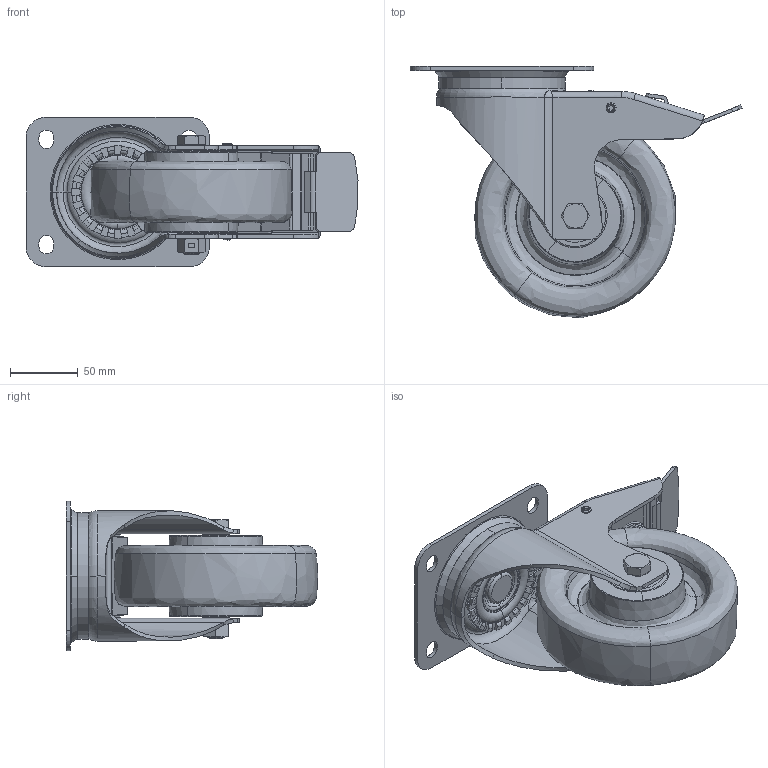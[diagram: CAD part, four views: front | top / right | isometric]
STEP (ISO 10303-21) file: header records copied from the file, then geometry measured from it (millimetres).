
FILE_DESCRIPTION (( 'STEP AP214' ), '1' );
FILE_NAME ('0056175.step', '2024-05-14T10:13:38', ( '' ), ( '' ), 'SwSTEP 2.0', 'SolidWorks 2020', '' );
FILE_SCHEMA (( 'AUTOMOTIVE_DESIGN' ));
Length unit declared in the file: millimetre
Products named in the file (1): 0056175
Bounding box: 244.14 x 184.85 x 110 mm (x, y, z)
Volume: 847325 mm3; surface area: 323385.9 mm2
Topology: 24 solids, 25 shells, 1406 faces, 3659 edges, 2271 vertices
Faces by surface type: plane 509, cylinder 345, torus 256, bspline 114, cone 108, sphere 74
Entity records: 71110 total; most frequent: CARTESIAN_POINT 22130, ORIENTED_EDGE 7030, DIRECTION 7019, EDGE_CURVE 3515, AXIS2_PLACEMENT_3D 2825, VERTEX_POINT 2187, CIRCLE 1532, EDGE_LOOP 1500
